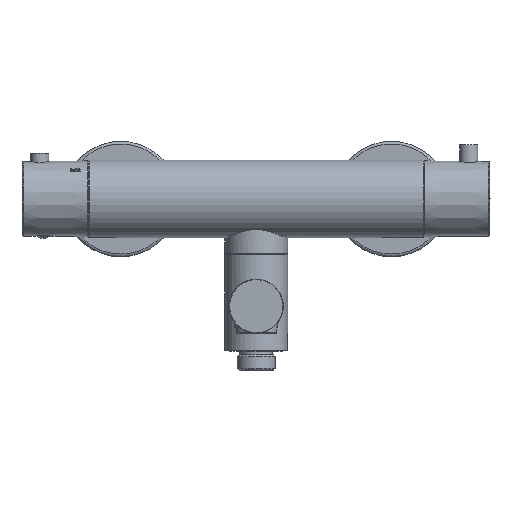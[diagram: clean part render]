
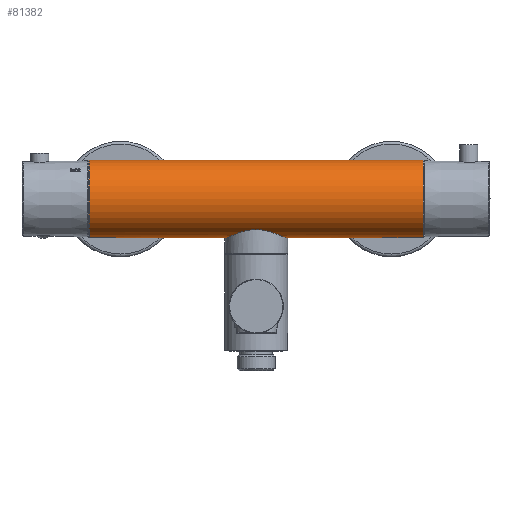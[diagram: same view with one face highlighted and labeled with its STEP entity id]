
A CAD part, top view. The second image highlights one B-rep face of the part: STEP entity #81382.
In plain terms, the highlighted cylindrical face has radius 21.5 mm (diameter 43 mm), a partial arc.
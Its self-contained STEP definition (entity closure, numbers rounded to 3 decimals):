
#1335=CYLINDRICAL_SURFACE('',#85996,21.5);
#4916=LINE('',#108557,#8596);
#4917=LINE('',#108561,#8597);
#4918=LINE('',#108565,#8598);
#4919=LINE('',#108580,#8599);
#4920=LINE('',#108584,#8600);
#4921=LINE('',#108585,#8601);
#4922=LINE('',#108590,#8602);
#8596=VECTOR('',#92362,1000.);
#8597=VECTOR('',#92365,1000.);
#8598=VECTOR('',#92368,1000.);
#8599=VECTOR('',#92369,1000.);
#8600=VECTOR('',#92372,1000.);
#8601=VECTOR('',#92373,1000.);
#8602=VECTOR('',#92376,1000.);
#12282=B_SPLINE_CURVE_WITH_KNOTS('',3,(#108567,#108568,#108569,#108570,
#108571,#108572,#108573,#108574,#108575,#108576,#108577,#108578),
 .UNSPECIFIED.,.F.,.F.,(4,1,1,1,1,1,1,1,1,4),(-0.015,-0.012,
-0.008,-0.004,-0.002,0.,
0.004,0.008,0.012,0.015),
 .UNSPECIFIED.);
#19127=ORIENTED_EDGE('',*,*,#43303,.T.);
#19128=ORIENTED_EDGE('',*,*,#43304,.T.);
#19129=ORIENTED_EDGE('',*,*,#43305,.T.);
#19130=ORIENTED_EDGE('',*,*,#43306,.T.);
#19131=ORIENTED_EDGE('',*,*,#43307,.F.);
#19132=ORIENTED_EDGE('',*,*,#43308,.T.);
#19133=ORIENTED_EDGE('',*,*,#43309,.T.);
#19134=ORIENTED_EDGE('',*,*,#43310,.T.);
#19135=ORIENTED_EDGE('',*,*,#43311,.F.);
#19136=ORIENTED_EDGE('',*,*,#43312,.F.);
#19137=ORIENTED_EDGE('',*,*,#43313,.F.);
#19138=ORIENTED_EDGE('',*,*,#43314,.F.);
#19139=ORIENTED_EDGE('',*,*,#43315,.F.);
#19140=ORIENTED_EDGE('',*,*,#43316,.F.);
#43303=EDGE_CURVE('',#55463,#55464,#61976,.F.);
#43304=EDGE_CURVE('',#55464,#55465,#4916,.F.);
#43305=EDGE_CURVE('',#55465,#55466,#61977,.F.);
#43306=EDGE_CURVE('',#55466,#55463,#4917,.T.);
#43307=EDGE_CURVE('',#55467,#55468,#61978,.T.);
#43308=EDGE_CURVE('',#55467,#55469,#4918,.T.);
#43309=EDGE_CURVE('',#55469,#55470,#12282,.T.);
#43310=EDGE_CURVE('',#55470,#55471,#4919,.T.);
#43311=EDGE_CURVE('',#55472,#55471,#61979,.T.);
#43312=EDGE_CURVE('',#55468,#55472,#4920,.T.);
#43313=EDGE_CURVE('',#55473,#55474,#4921,.F.);
#43314=EDGE_CURVE('',#55475,#55473,#61980,.F.);
#43315=EDGE_CURVE('',#55476,#55475,#4922,.T.);
#43316=EDGE_CURVE('',#55474,#55476,#61981,.F.);
#55463=VERTEX_POINT('',#108555);
#55464=VERTEX_POINT('',#108556);
#55465=VERTEX_POINT('',#108558);
#55466=VERTEX_POINT('',#108560);
#55467=VERTEX_POINT('',#108563);
#55468=VERTEX_POINT('',#108564);
#55469=VERTEX_POINT('',#108566);
#55470=VERTEX_POINT('',#108579);
#55471=VERTEX_POINT('',#108581);
#55472=VERTEX_POINT('',#108583);
#55473=VERTEX_POINT('',#108586);
#55474=VERTEX_POINT('',#108587);
#55475=VERTEX_POINT('',#108589);
#55476=VERTEX_POINT('',#108591);
#61976=CIRCLE('',#85997,21.5);
#61977=CIRCLE('',#85998,21.5);
#61978=CIRCLE('',#85999,21.5);
#61979=CIRCLE('',#86000,21.5);
#61980=CIRCLE('',#86001,21.5);
#61981=CIRCLE('',#86002,21.5);
#63200=EDGE_LOOP('',(#19127,#19128,#19129,#19130));
#63201=EDGE_LOOP('',(#19131,#19132,#19133,#19134,#19135,#19136));
#63202=EDGE_LOOP('',(#19137,#19138,#19139,#19140));
#68321=FACE_BOUND('',#63200,.T.);
#68322=FACE_BOUND('',#63201,.T.);
#68323=FACE_BOUND('',#63202,.T.);
#81382=ADVANCED_FACE('',(#68321,#68322,#68323),#1335,.T.);
#85996=AXIS2_PLACEMENT_3D('',#108553,#92358,#92359);
#85997=AXIS2_PLACEMENT_3D('',#108554,#92360,#92361);
#85998=AXIS2_PLACEMENT_3D('',#108559,#92363,#92364);
#85999=AXIS2_PLACEMENT_3D('',#108562,#92366,#92367);
#86000=AXIS2_PLACEMENT_3D('',#108582,#92370,#92371);
#86001=AXIS2_PLACEMENT_3D('',#108588,#92374,#92375);
#86002=AXIS2_PLACEMENT_3D('',#108592,#92377,#92378);
#92358=DIRECTION('',(1.,0.,0.));
#92359=DIRECTION('',(0.,0.,1.));
#92360=DIRECTION('',(-1.,0.,0.));
#92361=DIRECTION('',(0.,0.,1.));
#92362=DIRECTION('',(1.,0.,0.));
#92363=DIRECTION('',(1.,0.,0.));
#92364=DIRECTION('',(0.,0.,-1.));
#92365=DIRECTION('',(1.,0.,0.));
#92366=DIRECTION('',(-1.,0.,0.));
#92367=DIRECTION('',(0.,0.,-1.));
#92368=DIRECTION('',(1.,0.,0.));
#92369=DIRECTION('',(1.,0.,0.));
#92370=DIRECTION('',(1.,0.,0.));
#92371=DIRECTION('',(0.,0.,-1.));
#92372=DIRECTION('',(1.,0.,0.));
#92373=DIRECTION('',(1.,0.,0.));
#92374=DIRECTION('',(1.,0.,0.));
#92375=DIRECTION('',(0.,0.,-1.));
#92376=DIRECTION('',(1.,0.,0.));
#92377=DIRECTION('',(-1.,0.,0.));
#92378=DIRECTION('',(0.,0.,1.));
#108553=CARTESIAN_POINT('',(-94.5,0.,0.));
#108554=CARTESIAN_POINT('',(89.,0.,0.));
#108555=CARTESIAN_POINT('',(89.,21.498,-0.289));
#108556=CARTESIAN_POINT('',(89.,21.498,0.289));
#108557=CARTESIAN_POINT('',(-94.5,21.498,0.289));
#108558=CARTESIAN_POINT('',(81.,21.498,0.289));
#108559=CARTESIAN_POINT('',(81.,0.,0.));
#108560=CARTESIAN_POINT('',(81.,21.498,-0.289));
#108561=CARTESIAN_POINT('',(-94.5,21.498,-0.289));
#108562=CARTESIAN_POINT('',(-92.5,0.,0.));
#108563=CARTESIAN_POINT('',(-92.5,-21.374,-2.321));
#108564=CARTESIAN_POINT('',(-92.5,21.374,-2.321));
#108565=CARTESIAN_POINT('',(-94.5,-21.374,-2.321));
#108566=CARTESIAN_POINT('',(-11.037,-21.374,-2.321));
#108567=CARTESIAN_POINT('',(-11.037,-21.374,-2.321));
#108568=CARTESIAN_POINT('',(-10.785,-21.513,-1.045));
#108569=CARTESIAN_POINT('',(-9.841,-21.543,1.398));
#108570=CARTESIAN_POINT('',(-7.277,-21.101,4.372));
#108571=CARTESIAN_POINT('',(-4.435,-20.659,5.977));
#108572=CARTESIAN_POINT('',(-1.954,-20.451,6.636));
#108573=CARTESIAN_POINT('',(0.663,-20.374,6.864));
#108574=CARTESIAN_POINT('',(3.882,-20.571,6.295));
#108575=CARTESIAN_POINT('',(7.283,-21.103,4.365));
#108576=CARTESIAN_POINT('',(9.843,-21.543,1.394));
#108577=CARTESIAN_POINT('',(10.785,-21.513,-1.045));
#108578=CARTESIAN_POINT('',(11.037,-21.374,-2.321));
#108579=CARTESIAN_POINT('',(11.037,-21.374,-2.321));
#108580=CARTESIAN_POINT('',(-94.5,-21.374,-2.321));
#108581=CARTESIAN_POINT('',(92.5,-21.374,-2.321));
#108582=CARTESIAN_POINT('',(92.5,0.,0.));
#108583=CARTESIAN_POINT('',(92.5,21.374,-2.321));
#108584=CARTESIAN_POINT('',(-94.5,21.374,-2.321));
#108585=CARTESIAN_POINT('',(-94.5,21.498,-0.289));
#108586=CARTESIAN_POINT('',(-81.,21.498,-0.289));
#108587=CARTESIAN_POINT('',(-89.,21.498,-0.289));
#108588=CARTESIAN_POINT('',(-81.,0.,0.));
#108589=CARTESIAN_POINT('',(-81.,21.498,0.289));
#108590=CARTESIAN_POINT('',(-94.5,21.498,0.289));
#108591=CARTESIAN_POINT('',(-89.,21.498,0.289));
#108592=CARTESIAN_POINT('',(-89.,0.,0.));
